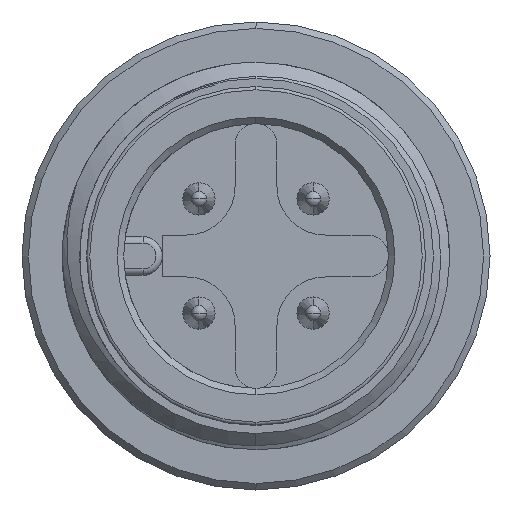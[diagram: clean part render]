
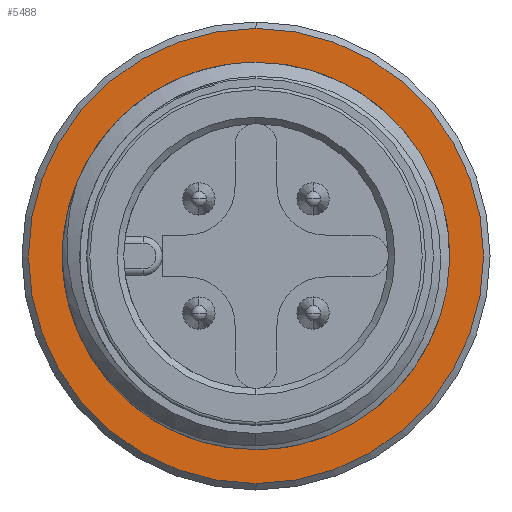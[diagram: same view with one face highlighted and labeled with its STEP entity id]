
A CAD part, left-side view. The second image highlights one B-rep face of the part: STEP entity #5488.
In plain terms, the highlighted planar face has unit normal (-1, 0, 0).
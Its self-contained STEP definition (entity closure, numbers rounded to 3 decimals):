
#34 = AXIS2_PLACEMENT_3D ( 'NONE', #4696, #437, #5573 ) ;
#67 = ORIENTED_EDGE ( 'NONE', *, *, #2815, .F. ) ;
#176 = CARTESIAN_POINT ( 'NONE',  ( 7.4, 0., 0. ) ) ;
#256 = CIRCLE ( 'NONE', #34, 7.05 ) ;
#437 = DIRECTION ( 'NONE',  ( -1., 0., 0. ) ) ;
#616 = EDGE_CURVE ( 'NONE', #649, #4911, #256, .T. ) ;
#649 = VERTEX_POINT ( 'NONE', #857 ) ;
#857 = CARTESIAN_POINT ( 'NONE',  ( 7.4, 0., 7.05 ) ) ;
#891 = CARTESIAN_POINT ( 'NONE',  ( 7.4, 6., 0. ) ) ;
#1259 = PLANE ( 'NONE',  #2559 ) ;
#1366 = CARTESIAN_POINT ( 'NONE',  ( 7.4, 0., 6. ) ) ;
#1376 = ORIENTED_EDGE ( 'NONE', *, *, #3723, .F. ) ;
#1386 = VERTEX_POINT ( 'NONE', #3492 ) ;
#1461 = DIRECTION ( 'NONE',  ( -1., 0., 0. ) ) ;
#1616 = AXIS2_PLACEMENT_3D ( 'NONE', #3356, #1735, #2147 ) ;
#1735 = DIRECTION ( 'NONE',  ( -1., 0., 0. ) ) ;
#1760 = AXIS2_PLACEMENT_3D ( 'NONE', #176, #1461, #2775 ) ;
#1906 = FACE_OUTER_BOUND ( 'NONE', #2818, .T. ) ;
#1949 = ORIENTED_EDGE ( 'NONE', *, *, #1967, .T. ) ;
#1967 = EDGE_CURVE ( 'NONE', #4911, #649, #2922, .T. ) ;
#2034 = FACE_BOUND ( 'NONE', #5305, .T. ) ;
#2147 = DIRECTION ( 'NONE',  ( 0., 0., 1. ) ) ;
#2294 = ORIENTED_EDGE ( 'NONE', *, *, #616, .T. ) ;
#2559 = AXIS2_PLACEMENT_3D ( 'NONE', #891, #4716, #4264 ) ;
#2775 = DIRECTION ( 'NONE',  ( 0., 0., -1. ) ) ;
#2815 = EDGE_CURVE ( 'NONE', #4590, #1386, #4535, .T. ) ;
#2818 = EDGE_LOOP ( 'NONE', ( #1949, #2294 ) ) ;
#2922 = CIRCLE ( 'NONE', #1760, 7.05 ) ;
#3001 = AXIS2_PLACEMENT_3D ( 'NONE', #4516, #4091, #5375 ) ;
#3111 = CIRCLE ( 'NONE', #1616, 6. ) ;
#3356 = CARTESIAN_POINT ( 'NONE',  ( 7.4, 0., 0. ) ) ;
#3492 = CARTESIAN_POINT ( 'NONE',  ( 7.4, 0., -6. ) ) ;
#3723 = EDGE_CURVE ( 'NONE', #1386, #4590, #3111, .T. ) ;
#4091 = DIRECTION ( 'NONE',  ( -1., 0., 0. ) ) ;
#4264 = DIRECTION ( 'NONE',  ( 0., 0., -1. ) ) ;
#4516 = CARTESIAN_POINT ( 'NONE',  ( 7.4, 0., 0. ) ) ;
#4535 = CIRCLE ( 'NONE', #3001, 6. ) ;
#4590 = VERTEX_POINT ( 'NONE', #1366 ) ;
#4696 = CARTESIAN_POINT ( 'NONE',  ( 7.4, 0., 0. ) ) ;
#4716 = DIRECTION ( 'NONE',  ( 1., 0., 0. ) ) ;
#4911 = VERTEX_POINT ( 'NONE', #4959 ) ;
#4959 = CARTESIAN_POINT ( 'NONE',  ( 7.4, 0., -7.05 ) ) ;
#5305 = EDGE_LOOP ( 'NONE', ( #67, #1376 ) ) ;
#5375 = DIRECTION ( 'NONE',  ( 0., 0., 1. ) ) ;
#5488 = ADVANCED_FACE ( 'NONE', ( #1906, #2034 ), #1259, .F. ) ;
#5573 = DIRECTION ( 'NONE',  ( 0., 0., -1. ) ) ;
